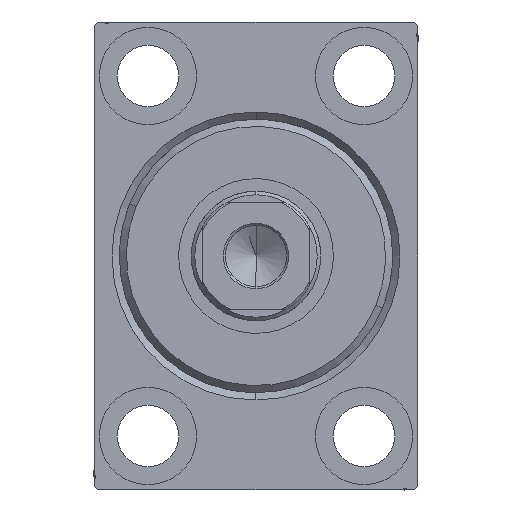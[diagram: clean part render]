
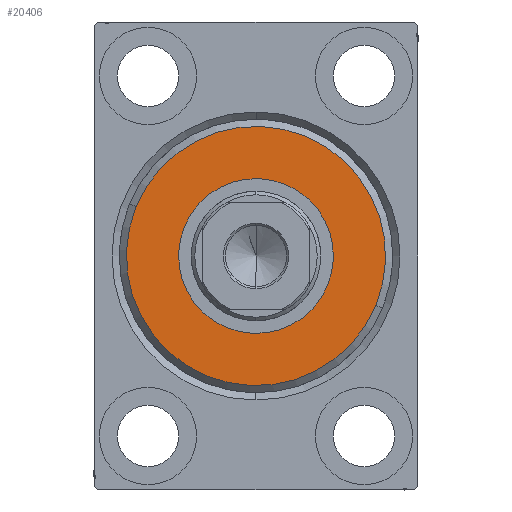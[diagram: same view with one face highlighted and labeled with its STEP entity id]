
A CAD part, left-side view. The second image highlights one B-rep face of the part: STEP entity #20406.
In plain terms, the highlighted face is planar.
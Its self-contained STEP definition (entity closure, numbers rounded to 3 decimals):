
#360 = CIRCLE ( 'NONE', #14537, 10.75 ) ;
#1112 = DIRECTION ( 'NONE',  ( 1., 0., 0. ) ) ;
#1969 = DIRECTION ( 'NONE',  ( 1., 0., 0. ) ) ;
#1991 = EDGE_CURVE ( 'NONE', #16826, #17664, #22063, .T. ) ;
#7559 = CIRCLE ( 'NONE', #31583, 10.75 ) ;
#10100 = EDGE_CURVE ( 'NONE', #20206, #20376, #360, .T. ) ;
#10126 = CARTESIAN_POINT ( 'NONE',  ( 3., 0., 0. ) ) ;
#11088 = DIRECTION ( 'NONE',  ( 0., 0., -1. ) ) ;
#14040 = ORIENTED_EDGE ( 'NONE', *, *, #42188, .T. ) ;
#14537 = AXIS2_PLACEMENT_3D ( 'NONE', #42038, #21883, #11088 ) ;
#16555 = DIRECTION ( 'NONE',  ( 0., 0., -1. ) ) ;
#16826 = VERTEX_POINT ( 'NONE', #28392 ) ;
#17664 = VERTEX_POINT ( 'NONE', #34685 ) ;
#19163 = AXIS2_PLACEMENT_3D ( 'NONE', #41631, #1112, #28535 ) ;
#20206 = VERTEX_POINT ( 'NONE', #31630 ) ;
#20376 = VERTEX_POINT ( 'NONE', #23847 ) ;
#20406 = ADVANCED_FACE ( 'NONE', ( #23184, #40006 ), #39784, .T. ) ;
#21883 = DIRECTION ( 'NONE',  ( -1., 0., 0. ) ) ;
#22063 = CIRCLE ( 'NONE', #38344, 18. ) ;
#22565 = CARTESIAN_POINT ( 'NONE',  ( 3., 0., 0. ) ) ;
#23138 = EDGE_CURVE ( 'NONE', #17664, #16826, #42483, .T. ) ;
#23184 = FACE_OUTER_BOUND ( 'NONE', #23217, .T. ) ;
#23217 = EDGE_LOOP ( 'NONE', ( #41715, #29474 ) ) ;
#23769 = EDGE_LOOP ( 'NONE', ( #14040, #28255 ) ) ;
#23847 = CARTESIAN_POINT ( 'NONE',  ( 3., 0., 10.75 ) ) ;
#25889 = DIRECTION ( 'NONE',  ( 0., 0., -1. ) ) ;
#28255 = ORIENTED_EDGE ( 'NONE', *, *, #10100, .T. ) ;
#28392 = CARTESIAN_POINT ( 'NONE',  ( 3., 0., 18. ) ) ;
#28535 = DIRECTION ( 'NONE',  ( 0., 0., -1. ) ) ;
#29474 = ORIENTED_EDGE ( 'NONE', *, *, #23138, .T. ) ;
#29852 = AXIS2_PLACEMENT_3D ( 'NONE', #10126, #30472, #16555 ) ;
#30472 = DIRECTION ( 'NONE',  ( 1., 0., 0. ) ) ;
#31583 = AXIS2_PLACEMENT_3D ( 'NONE', #22565, #39399, #25889 ) ;
#31630 = CARTESIAN_POINT ( 'NONE',  ( 3., 0., -10.75 ) ) ;
#31856 = DIRECTION ( 'NONE',  ( 0., 0., -1. ) ) ;
#32304 = CARTESIAN_POINT ( 'NONE',  ( 3., 0., 0. ) ) ;
#34685 = CARTESIAN_POINT ( 'NONE',  ( 3., 0., -18. ) ) ;
#38344 = AXIS2_PLACEMENT_3D ( 'NONE', #32304, #1969, #31856 ) ;
#39399 = DIRECTION ( 'NONE',  ( -1., 0., 0. ) ) ;
#39784 = PLANE ( 'NONE',  #29852 ) ;
#40006 = FACE_BOUND ( 'NONE', #23769, .T. ) ;
#41631 = CARTESIAN_POINT ( 'NONE',  ( 3., 0., 0. ) ) ;
#41715 = ORIENTED_EDGE ( 'NONE', *, *, #1991, .T. ) ;
#42038 = CARTESIAN_POINT ( 'NONE',  ( 3., 0., 0. ) ) ;
#42188 = EDGE_CURVE ( 'NONE', #20376, #20206, #7559, .T. ) ;
#42483 = CIRCLE ( 'NONE', #19163, 18. ) ;
